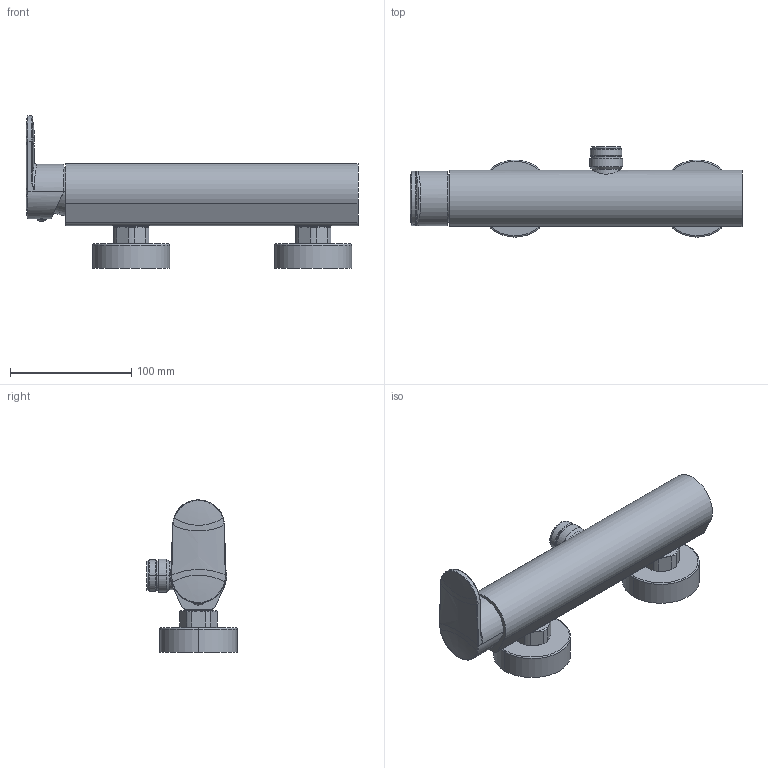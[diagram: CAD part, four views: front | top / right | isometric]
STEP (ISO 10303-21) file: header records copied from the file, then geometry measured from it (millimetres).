
FILE_DESCRIPTION((''),'2;1');
FILE_NAME('CA168RCR','2021-01-13T13:19:54',('ut3'),('PAFFONI SpA'),'CREO PARAMETRIC BY PTC INC, 2020044','CREO PARAMETRIC BY PTC INC, 2020044','');
FILE_SCHEMA(('CONFIG_CONTROL_DESIGN','SHAPE_APPEARANCE_LAYERS_GROUPS'));
Length unit declared in the file: millimetre
Products named in the file (1): CA168RCR
Bounding box: 273.6 x 74.2 x 125.5 mm (x, y, z)
Volume: 353003.8 mm3; surface area: 130332.9 mm2
Topology: 2 solids, 2 shells, 519 faces, 1213 edges, 728 vertices
Faces by surface type: cylinder 173, plane 165, bspline 71, cone 61, torus 33, sphere 16
Entity records: 25624 total; most frequent: CARTESIAN_POINT 10549, ORIENTED_EDGE 2422, DIRECTION 2305, EDGE_CURVE 1211, AXIS2_PLACEMENT_3D 914, VERTEX_POINT 728, EDGE_LOOP 563, FACE_OUTER_BOUND 519
